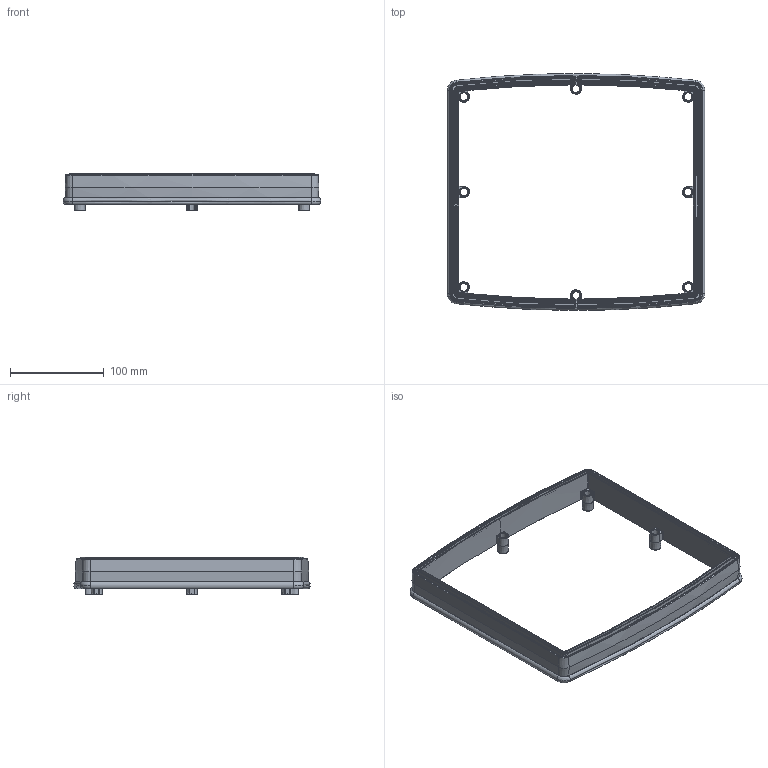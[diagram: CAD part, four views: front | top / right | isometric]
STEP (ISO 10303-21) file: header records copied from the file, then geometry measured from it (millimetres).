
FILE_DESCRIPTION (( 'STEP AP214' ), '1' );
FILE_NAME ('27030281.STEP', '2010-05-11T14:01:55', ( 'baramundi Management Suite Install User' ), ( 'ROSE Systemtechnik GmbH' ), 'SwSTEP 2.0', 'SolidWorks 2010', '' );
FILE_SCHEMA (( 'AUTOMOTIVE_DESIGN' ));
Length unit declared in the file: millimetre
Products named in the file (4): 27030281; 82002; 82408; 41863
Assembly tree (3 placements, depth 2):
  27030281
    82002
    82408
    41863
Bounding box: 275.45 x 252.9 x 40 mm (x, y, z)
Volume: 239322.7 mm3; surface area: 179611.4 mm2
Topology: 3 solids, 3 shells, 1060 faces, 2739 edges, 1673 vertices
Faces by surface type: bspline 379, plane 335, cylinder 142, torus 128, cone 70, sphere 6
Entity records: 66166 total; most frequent: CARTESIAN_POINT 43879, ORIENTED_EDGE 5448, DIRECTION 3433, EDGE_CURVE 2724, VERTEX_POINT 1673, AXIS2_PLACEMENT_3D 1260, B_SPLINE_CURVE_WITH_KNOTS 1148, EDGE_LOOP 1083
